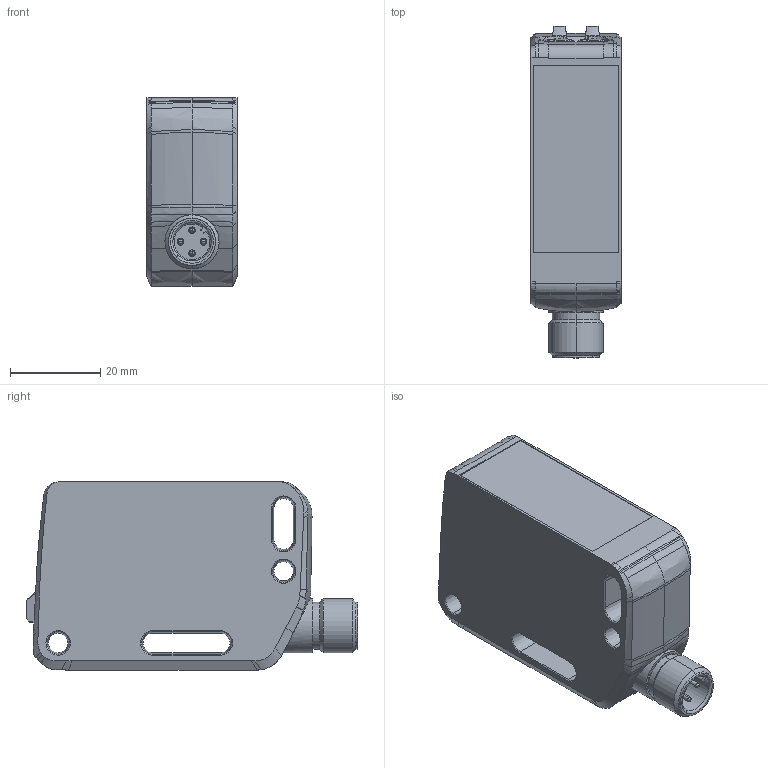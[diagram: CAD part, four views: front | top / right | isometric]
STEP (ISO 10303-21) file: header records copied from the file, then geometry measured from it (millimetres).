
FILE_DESCRIPTION((''),'2;1');
FILE_NAME('CAD-8574','2022-10-27T09:37:56',('creinig-se'),(''),'CREO PARAMETRIC BY PTC INC, 2019292','CREO PARAMETRIC BY PTC INC, 2019292','');
FILE_SCHEMA(('CONFIG_CONTROL_DESIGN','SHAPE_APPEARANCE_LAYERS_GROUPS'));
Length unit declared in the file: millimetre
Products named in the file (1): CAD-8574
Bounding box: 20 x 73.62 x 41.7 mm (x, y, z)
Volume: 45918.9 mm3; surface area: 11400.8 mm2
Topology: 1 solids, 1 shells, 374 faces, 1026 edges, 680 vertices
Faces by surface type: plane 126, bspline 110, cylinder 71, cone 58, sphere 4, torus 3, revolution 2
Entity records: 18466 total; most frequent: CARTESIAN_POINT 5681, ORIENTED_EDGE 2028, DIRECTION 1671, PRESENTATION_STYLE_ASSIGNMENT 1075, STYLED_ITEM 1028, CURVE_STYLE 1027, EDGE_CURVE 1014, VERTEX_POINT 656
